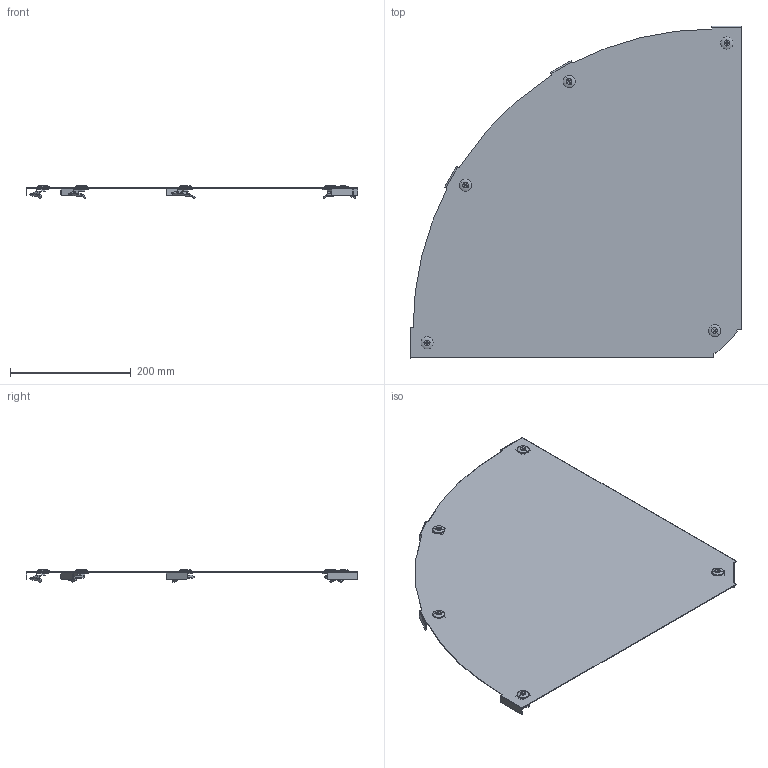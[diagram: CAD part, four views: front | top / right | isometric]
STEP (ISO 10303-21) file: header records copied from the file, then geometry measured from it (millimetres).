
FILE_DESCRIPTION (( 'STEP AP203' ), '1' );
FILE_NAME ('7138510.STEP', '2019-11-04T12:26:59', ( '' ), ( '' ), 'SwSTEP 2.0', 'SolidWorks 2018', '' );
FILE_SCHEMA (( 'CONFIG_CONTROL_DESIGN' ));
Length unit declared in the file: millimetre
Products named in the file (5): 7138510; 048003_NB=500 d-16,5 f〉 Helix-Drehriegel; 120072_Standard; 099600_Standard; 109905_quadratisch
Assembly tree (8 placements, depth 3):
  7138510
    048003_NB=500 d-16,5 f〉 Helix-Drehriegel
    120072_Standard  x5
      099600_Standard
      109905_quadratisch
Bounding box: 550.99 x 550.99 x 21.36 mm (x, y, z)
Volume: 323569.6 mm3; surface area: 511605.4 mm2
Topology: 11 solids, 11 shells, 434 faces, 1214 edges, 807 vertices
Faces by surface type: plane 216, bspline 110, cone 55, cylinder 33, torus 20
Entity records: 6931 total; most frequent: CARTESIAN_POINT 2725, ORIENTED_EDGE 808, DIRECTION 653, EDGE_CURVE 404, VERTEX_POINT 267, LINE 227, VECTOR 227, AXIS2_PLACEMENT_3D 213
